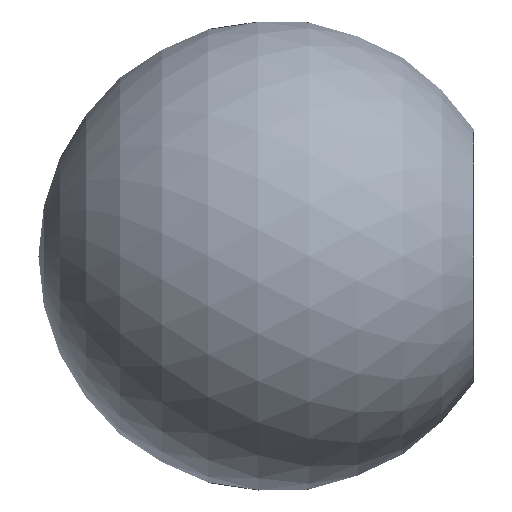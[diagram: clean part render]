
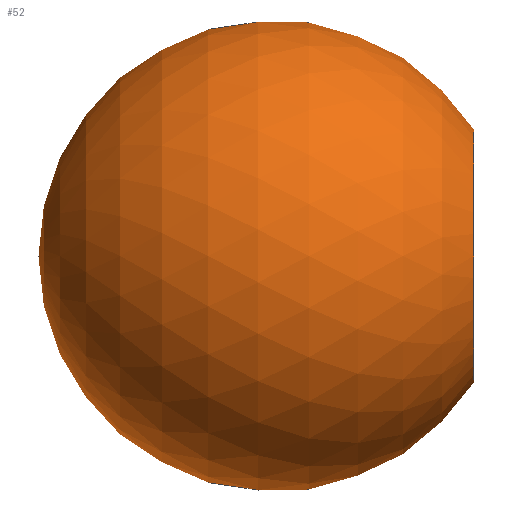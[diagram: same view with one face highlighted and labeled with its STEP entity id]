
A CAD part, left-side view. The second image highlights one B-rep face of the part: STEP entity #52.
In plain terms, the highlighted spherical face has radius 26.042 mm.
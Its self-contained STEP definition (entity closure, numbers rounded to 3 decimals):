
#52 = ADVANCED_FACE( '', ( #107, #108 ), #109, .T. );
#107 = FACE_BOUND( '', #154, .T. );
#108 = FACE_OUTER_BOUND( '', #155, .T. );
#109 = SPHERICAL_SURFACE( '', #156, 26.042 );
#154 = VERTEX_LOOP( '', #213 );
#155 = EDGE_LOOP( '', ( #214 ) );
#156 = AXIS2_PLACEMENT_3D( '', #215, #216, #217 );
#213 = VERTEX_POINT( '', #238 );
#214 = ORIENTED_EDGE( '', *, *, #220, .F. );
#215 = CARTESIAN_POINT( '', ( 0., 21.958, 0. ) );
#216 = DIRECTION( '', ( 0., -1., 0. ) );
#217 = DIRECTION( '', ( 1., 0., 0. ) );
#220 = EDGE_CURVE( '', #242, #242, #243, .T. );
#238 = CARTESIAN_POINT( '', ( 0., 48., 0. ) );
#242 = VERTEX_POINT( '', #270 );
#243 = CIRCLE( '', #271, 14. );
#270 = CARTESIAN_POINT( '', ( 0., 0., -14. ) );
#271 = AXIS2_PLACEMENT_3D( '', #298, #299, #300 );
#298 = CARTESIAN_POINT( '', ( 0., 0., 0. ) );
#299 = DIRECTION( '', ( 0., -1., 0. ) );
#300 = DIRECTION( '', ( 0., 0., -1. ) );
